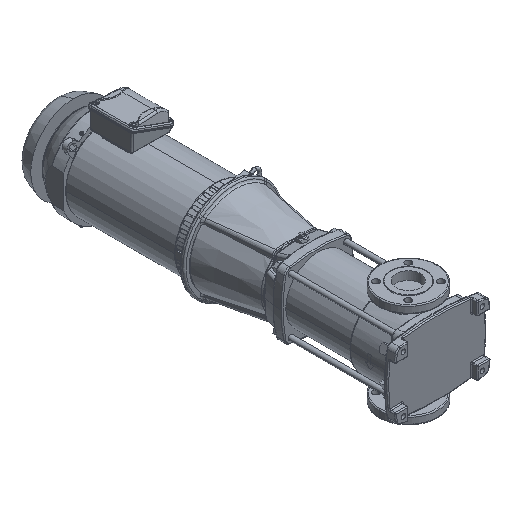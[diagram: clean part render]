
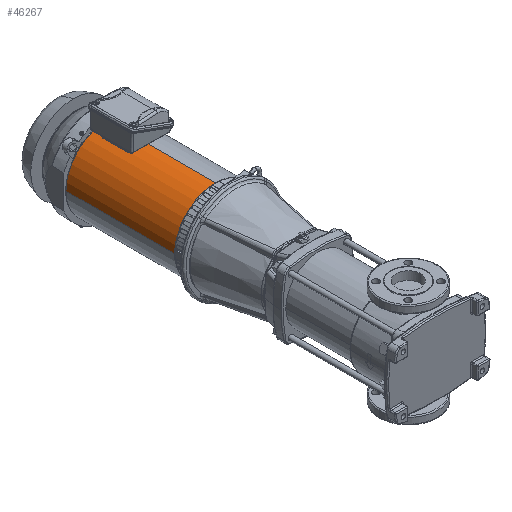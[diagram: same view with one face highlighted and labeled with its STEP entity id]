
A CAD part, isometric view. The second image highlights one B-rep face of the part: STEP entity #46267.
In plain terms, the highlighted cylindrical face has radius 124.3 mm (diameter 248.6 mm), a partial arc.
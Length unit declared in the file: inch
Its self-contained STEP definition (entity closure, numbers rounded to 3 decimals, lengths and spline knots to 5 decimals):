
#91 = VERTEX_POINT ( 'NONE', #72833 ) ;
#2647 = VECTOR ( 'NONE', #89665, 39.37008 ) ;
#3938 = CARTESIAN_POINT ( 'NONE',  ( 6.96633, -5.60284, 0.00085 ) ) ;
#5273 = CARTESIAN_POINT ( 'NONE',  ( 6.96633, -0.70914, 0. ) ) ;
#12083 = CIRCLE ( 'NONE', #135191, 4.8937 ) ;
#14108 = VERTEX_POINT ( 'NONE', #3938 ) ;
#16468 = EDGE_CURVE ( 'NONE', #43563, #48427, #118442, .T. ) ;
#17388 = CARTESIAN_POINT ( 'NONE',  ( 38.80377, -0.70914, 0. ) ) ;
#17411 = EDGE_CURVE ( 'NONE', #91, #48427, #136708, .T. ) ;
#20984 = CARTESIAN_POINT ( 'NONE',  ( 38.80377, -5.60284, 0.00085 ) ) ;
#30648 = EDGE_LOOP ( 'NONE', ( #115936, #66350, #135517, #48962 ) ) ;
#35949 = EDGE_CURVE ( 'NONE', #14108, #43563, #91866, .T. ) ;
#36920 = CARTESIAN_POINT ( 'NONE',  ( -6.02579, -0.70914, 4.8937 ) ) ;
#42631 = CARTESIAN_POINT ( 'NONE',  ( 38.80377, -0.70914, 4.8937 ) ) ;
#43563 = VERTEX_POINT ( 'NONE', #78868 ) ;
#46267 = ADVANCED_FACE ( 'NONE', ( #52786 ), #65112, .T. ) ;
#48396 = CARTESIAN_POINT ( 'NONE',  ( -6.02579, -0.70914, 0. ) ) ;
#48427 = VERTEX_POINT ( 'NONE', #36920 ) ;
#48962 = ORIENTED_EDGE ( 'NONE', *, *, #35949, .F. ) ;
#52299 = EDGE_CURVE ( 'NONE', #14108, #91, #12083, .T. ) ;
#52786 = FACE_OUTER_BOUND ( 'NONE', #30648, .T. ) ;
#53539 = DIRECTION ( 'NONE',  ( -1., 0., 0. ) ) ;
#65112 = CYLINDRICAL_SURFACE ( 'NONE', #107064, 4.8937 ) ;
#66007 = VECTOR ( 'NONE', #114264, 39.37008 ) ;
#66350 = ORIENTED_EDGE ( 'NONE', *, *, #17411, .T. ) ;
#72833 = CARTESIAN_POINT ( 'NONE',  ( 6.96633, -0.70914, 4.8937 ) ) ;
#78661 = AXIS2_PLACEMENT_3D ( 'NONE', #48396, #95438, #83865 ) ;
#78868 = CARTESIAN_POINT ( 'NONE',  ( -6.02579, -5.60284, 0.00085 ) ) ;
#83865 = DIRECTION ( 'NONE',  ( 0., 0., 1. ) ) ;
#89665 = DIRECTION ( 'NONE',  ( -1., 0., 0. ) ) ;
#91866 = LINE ( 'NONE', #20984, #66007 ) ;
#95438 = DIRECTION ( 'NONE',  ( -1., 0., 0. ) ) ;
#107064 = AXIS2_PLACEMENT_3D ( 'NONE', #17388, #53539, #146072 ) ;
#111664 = DIRECTION ( 'NONE',  ( -1., 0., 0. ) ) ;
#114264 = DIRECTION ( 'NONE',  ( -1., 0., 0. ) ) ;
#115936 = ORIENTED_EDGE ( 'NONE', *, *, #52299, .T. ) ;
#118442 = CIRCLE ( 'NONE', #78661, 4.8937 ) ;
#121698 = DIRECTION ( 'NONE',  ( 0., 0., 1. ) ) ;
#135191 = AXIS2_PLACEMENT_3D ( 'NONE', #5273, #111664, #121698 ) ;
#135517 = ORIENTED_EDGE ( 'NONE', *, *, #16468, .F. ) ;
#136708 = LINE ( 'NONE', #42631, #2647 ) ;
#146072 = DIRECTION ( 'NONE',  ( 0., 0., 1. ) ) ;
